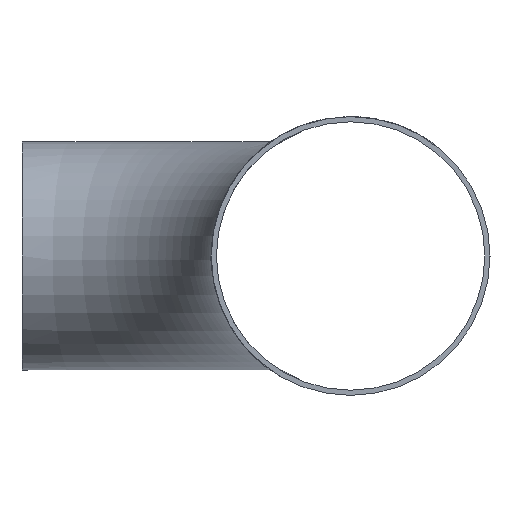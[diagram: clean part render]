
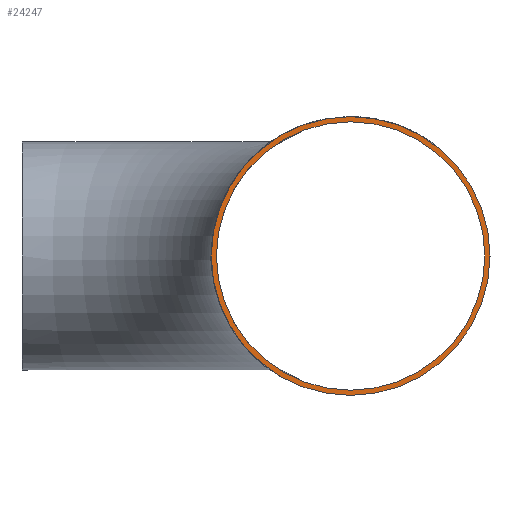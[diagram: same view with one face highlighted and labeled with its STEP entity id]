
A CAD part, left-side view. The second image highlights one B-rep face of the part: STEP entity #24247.
In plain terms, the highlighted planar face has unit normal (-1, 0, 0).
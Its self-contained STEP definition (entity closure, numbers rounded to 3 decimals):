
#817 = DIRECTION ( 'NONE',  ( 1., 0., 0. ) ) ;
#893 = AXIS2_PLACEMENT_3D ( 'NONE', #32325, #29836, #27330 ) ;
#6370 = VERTEX_POINT ( 'NONE', #21661 ) ;
#6752 = EDGE_LOOP ( 'NONE', ( #25355 ) ) ;
#8580 = DIRECTION ( 'NONE',  ( 1., 0., 0. ) ) ;
#9176 = ORIENTED_EDGE ( 'NONE', *, *, #23216, .F. ) ;
#10760 = DIRECTION ( 'NONE',  ( 0., 0., -1. ) ) ;
#11556 = DIRECTION ( 'NONE',  ( 0., 0., -1. ) ) ;
#12793 = AXIS2_PLACEMENT_3D ( 'NONE', #23390, #817, #10760 ) ;
#13253 = PLANE ( 'NONE',  #12793 ) ;
#13861 = CARTESIAN_POINT ( 'NONE',  ( -191., -164.7, -69.85 ) ) ;
#15732 = FACE_BOUND ( 'NONE', #6752, .T. ) ;
#16529 = CARTESIAN_POINT ( 'NONE',  ( -191., -164.7, 0. ) ) ;
#18694 = EDGE_CURVE ( 'NONE', #6370, #6370, #29542, .T. ) ;
#18849 = VERTEX_POINT ( 'NONE', #13861 ) ;
#20889 = AXIS2_PLACEMENT_3D ( 'NONE', #16529, #8580, #11556 ) ;
#21661 = CARTESIAN_POINT ( 'NONE',  ( -191., -164.7, -67.25 ) ) ;
#23216 = EDGE_CURVE ( 'NONE', #18849, #18849, #30466, .T. ) ;
#23390 = CARTESIAN_POINT ( 'NONE',  ( -191., -164.7, 0. ) ) ;
#24247 = ADVANCED_FACE ( 'NONE', ( #15732, #25888 ), #13253, .F. ) ;
#25355 = ORIENTED_EDGE ( 'NONE', *, *, #18694, .T. ) ;
#25751 = EDGE_LOOP ( 'NONE', ( #9176 ) ) ;
#25888 = FACE_OUTER_BOUND ( 'NONE', #25751, .T. ) ;
#27330 = DIRECTION ( 'NONE',  ( 0., 0., -1. ) ) ;
#29542 = CIRCLE ( 'NONE', #893, 67.25 ) ;
#29836 = DIRECTION ( 'NONE',  ( 1., 0., 0. ) ) ;
#30466 = CIRCLE ( 'NONE', #20889, 69.85 ) ;
#32325 = CARTESIAN_POINT ( 'NONE',  ( -191., -164.7, 0. ) ) ;
